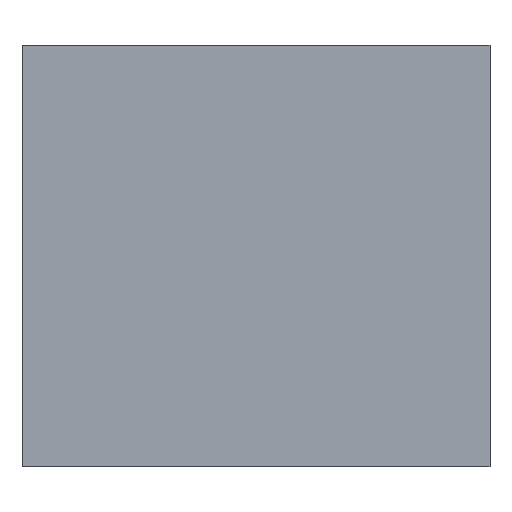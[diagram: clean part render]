
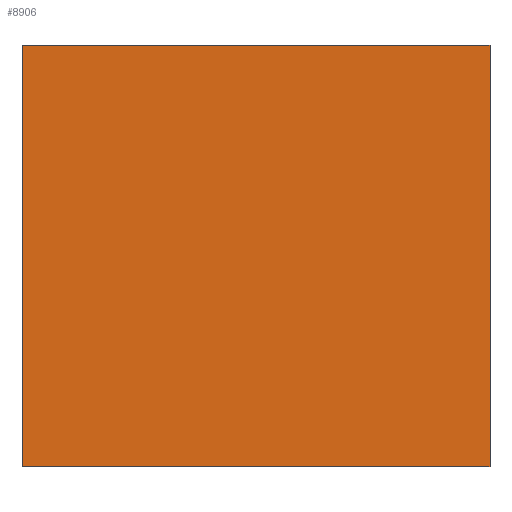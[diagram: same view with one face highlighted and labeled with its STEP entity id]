
A CAD part, front view. The second image highlights one B-rep face of the part: STEP entity #8906.
In plain terms, the highlighted planar face has unit normal (0, -1, 0).
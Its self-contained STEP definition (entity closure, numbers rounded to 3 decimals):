
#1640=ORIENTED_EDGE('',*,*,#3585,.F.);
#1641=ORIENTED_EDGE('',*,*,#3603,.F.);
#1642=ORIENTED_EDGE('',*,*,#3598,.F.);
#1643=ORIENTED_EDGE('',*,*,#3595,.F.);
#3585=EDGE_CURVE('',#4694,#4695,#5679,.T.);
#3595=EDGE_CURVE('',#4695,#4698,#5689,.T.);
#3598=EDGE_CURVE('',#4698,#4700,#5692,.T.);
#3603=EDGE_CURVE('',#4700,#4694,#5697,.T.);
#4694=VERTEX_POINT('',#15217);
#4695=VERTEX_POINT('',#15218);
#4698=VERTEX_POINT('',#15232);
#4700=VERTEX_POINT('',#15238);
#5679=LINE('',#15216,#6801);
#5689=LINE('',#15231,#6811);
#5692=LINE('',#15237,#6814);
#5697=LINE('',#15245,#6819);
#6801=VECTOR('',#12669,1000.);
#6811=VECTOR('',#12681,1000.);
#6814=VECTOR('',#12686,1000.);
#6819=VECTOR('',#12693,1000.);
#7610=EDGE_LOOP('',(#1640,#1641,#1642,#1643));
#8090=FACE_BOUND('',#7610,.T.);
#8502=PLANE('',#11180);
#8906=ADVANCED_FACE('',(#8090),#8502,.F.);
#11180=AXIS2_PLACEMENT_3D('',#15252,#12701,#12702);
#12669=DIRECTION('',(0.,0.,1.));
#12681=DIRECTION('',(1.,0.,0.));
#12686=DIRECTION('',(0.,0.,-1.));
#12693=DIRECTION('',(-1.,0.,0.));
#12701=DIRECTION('',(0.,1.,0.));
#12702=DIRECTION('',(0.,0.,1.));
#15216=CARTESIAN_POINT('',(-2.5,0.,-2.25));
#15217=CARTESIAN_POINT('',(-2.5,0.,-2.25));
#15218=CARTESIAN_POINT('',(-2.5,0.,2.25));
#15231=CARTESIAN_POINT('',(-2.5,0.,2.25));
#15232=CARTESIAN_POINT('',(2.5,0.,2.25));
#15237=CARTESIAN_POINT('',(2.5,0.,2.25));
#15238=CARTESIAN_POINT('',(2.5,0.,-2.25));
#15245=CARTESIAN_POINT('',(2.5,0.,-2.25));
#15252=CARTESIAN_POINT('',(0.,0.,0.));
